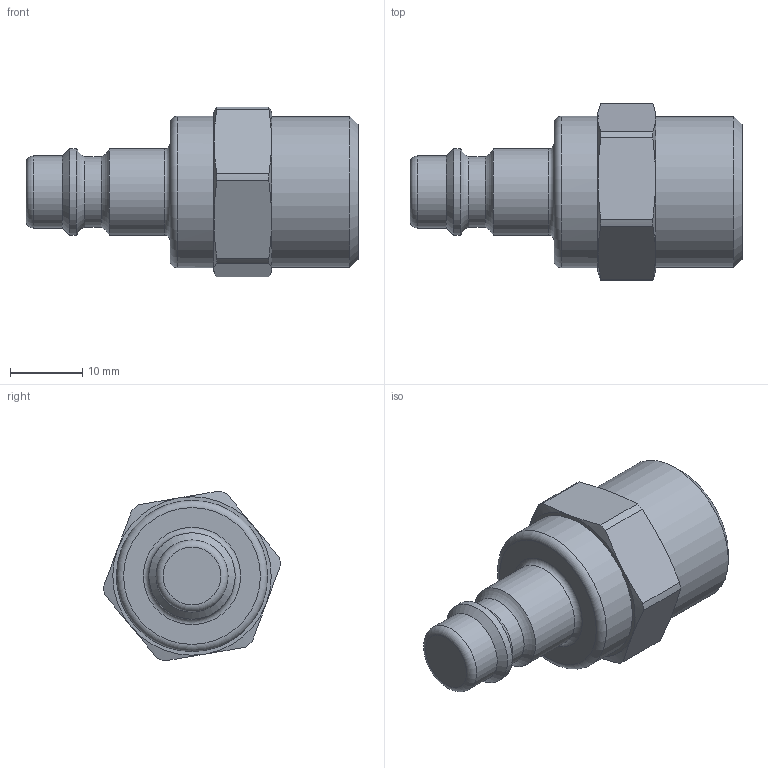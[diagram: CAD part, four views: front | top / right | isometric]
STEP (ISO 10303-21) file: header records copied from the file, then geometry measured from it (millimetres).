
FILE_DESCRIPTION((''),'2;1');
FILE_NAME('25sbaw21mpn.stp','2014-11-14T08:28:05',('IA176480'),(''),'Autodesk Inventor 2013','Autodesk Inventor 2013','');
FILE_SCHEMA(('AUTOMOTIVE_DESIGN { 1 0 10303 214 1 1 1 1 }'));
Length unit declared in the file: millimetre
Products named in the file (1): D112790
Bounding box: 46.1 x 24.61 x 23.6 mm (x, y, z)
Volume: 11409.1 mm3; surface area: 3718.4 mm2
Topology: 1 solids, 3 shells, 50 faces, 106 edges, 64 vertices
Faces by surface type: cylinder 16, cone 15, plane 14, torus 5
Full cylindrical faces by diameter (mm): 9.75 x1, 10 x1, 12 x2, 16.5 x1, 16.843 x1, 17.153 x2, 20.955 x1, 21 x1
Entity records: 1274 total; most frequent: CARTESIAN_POINT 243, DIRECTION 210, ORIENTED_EDGE 168, AXIS2_PLACEMENT_3D 99, EDGE_CURVE 84, EDGE_LOOP 74, VERTEX_POINT 60, FACE_OUTER_BOUND 50
